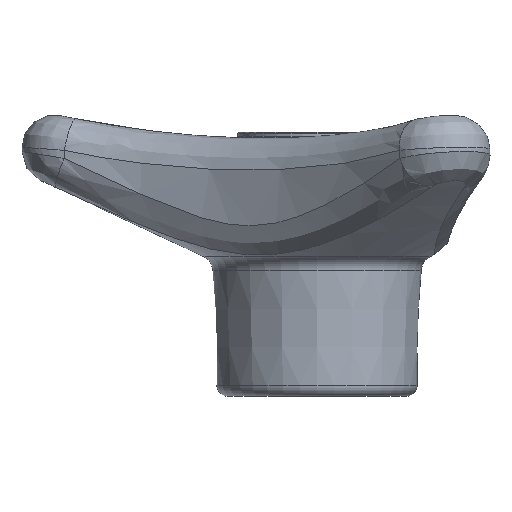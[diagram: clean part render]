
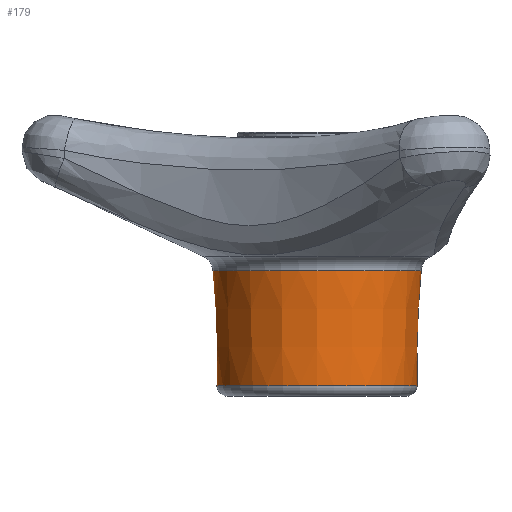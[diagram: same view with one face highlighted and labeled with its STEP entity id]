
A CAD part, left-side view. The second image highlights one B-rep face of the part: STEP entity #179.
In plain terms, the highlighted conical face has half-angle 2.04 degrees and reference radius 18.6 mm.
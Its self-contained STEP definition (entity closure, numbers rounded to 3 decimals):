
#179 = ADVANCED_FACE( '', ( #238, #239 ), #240, .T. );
#238 = FACE_BOUND( '', #396, .T. );
#239 = FACE_OUTER_BOUND( '', #397, .T. );
#240 = CONICAL_SURFACE( '', #398, 18.6, 0.036 );
#396 = EDGE_LOOP( '', ( #1883 ) );
#397 = EDGE_LOOP( '', ( #1884 ) );
#398 = AXIS2_PLACEMENT_3D( '', #1885, #1886, #1887 );
#1883 = ORIENTED_EDGE( '', *, *, #2109, .T. );
#1884 = ORIENTED_EDGE( '', *, *, #2110, .T. );
#1885 = CARTESIAN_POINT( '', ( 0., 0., 0. ) );
#1886 = DIRECTION( '', ( 0., 0., 1. ) );
#1887 = DIRECTION( '', ( 1., 0., 0. ) );
#2109 = EDGE_CURVE( '', #2192, #2192, #2193, .F. );
#2110 = EDGE_CURVE( '', #2194, #2194, #2195, .F. );
#2192 = VERTEX_POINT( '', #2656 );
#2193 = CIRCLE( '', #2657, 18.669 );
#2194 = VERTEX_POINT( '', #2658 );
#2195 = CIRCLE( '', #2659, 19.435 );
#2656 = CARTESIAN_POINT( '', ( -18.669, 0., 1.929 ) );
#2657 = AXIS2_PLACEMENT_3D( '', #4346, #4347, #4348 );
#2658 = CARTESIAN_POINT( '', ( 19.435, 0., 23.433 ) );
#2659 = AXIS2_PLACEMENT_3D( '', #4349, #4350, #4351 );
#4346 = CARTESIAN_POINT( '', ( 0., 0., 1.929 ) );
#4347 = DIRECTION( '', ( 0., 0., -1. ) );
#4348 = DIRECTION( '', ( -1., 0., 0. ) );
#4349 = CARTESIAN_POINT( '', ( 0., 0., 23.433 ) );
#4350 = DIRECTION( '', ( 0., 0., 1. ) );
#4351 = DIRECTION( '', ( 1., 0., 0. ) );
